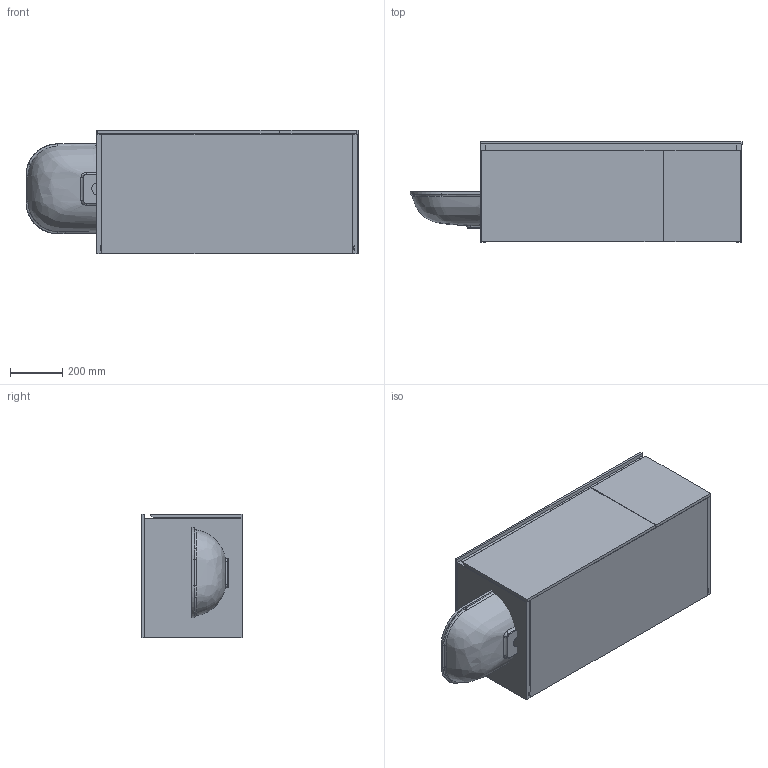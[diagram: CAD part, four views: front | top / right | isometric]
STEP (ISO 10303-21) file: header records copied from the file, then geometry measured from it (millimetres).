
FILE_DESCRIPTION (( 'STEP AP214' ), '1' );
FILE_NAME ('WP 1000375-2AUSACUL-47.STEP', '2020-07-21T08:57:18', ( 'User' ), ( '' ), 'SwSTEP 2.0', 'SolidWorks 2019', '' );
FILE_SCHEMA (( 'AUTOMOTIVE_DESIGN' ));
Length unit declared in the file: millimetre
Products named in the file (5): WP 1000375-2AUSACUL-47; WP 1000375-2AUSACUL-47_wt_Mit Hahnloch ohne šberlauf; WP 1000375-2AUSACUL-47_wt; WP 1000375-2AUSACUL-47_us_MDF lackiert<Wie bearbeitet>; WP 1000375-2AUSACUL-47_us
Assembly tree (2 placements, depth 2):
  WP 1000375-2AUSACUL-47
    WP 1000375-2AUSACUL-47_wt_Mit Hahnloch ohne šberlauf
    WP 1000375-2AUSACUL-47_us_MDF lackiert<Wie bearbeitet>
  WP 1000375-2AUSACUL-47_wt
  WP 1000375-2AUSACUL-47_us
Bounding box: 1268.18 x 382 x 470 mm (x, y, z)
Volume: 44506967.7 mm3; surface area: 6188885.1 mm2
Topology: 22 solids, 22 shells, 332 faces, 846 edges, 560 vertices
Faces by surface type: plane 208, bspline 62, cylinder 60, cone 2
Entity records: 29627 total; most frequent: CARTESIAN_POINT 21583, ORIENTED_EDGE 1692, DIRECTION 1426, EDGE_CURVE 846, VERTEX_POINT 560, VECTOR 514, LINE 514, AXIS2_PLACEMENT_3D 456
